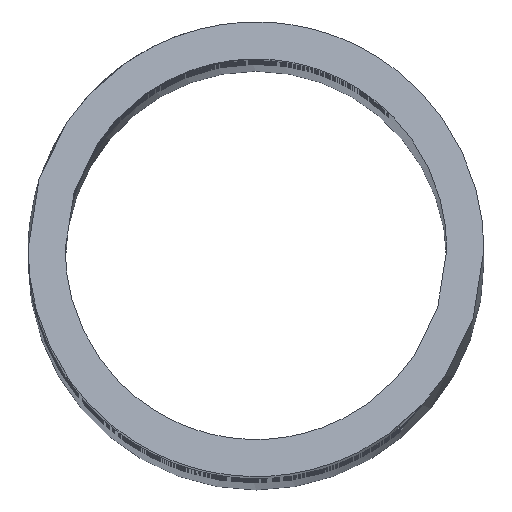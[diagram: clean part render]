
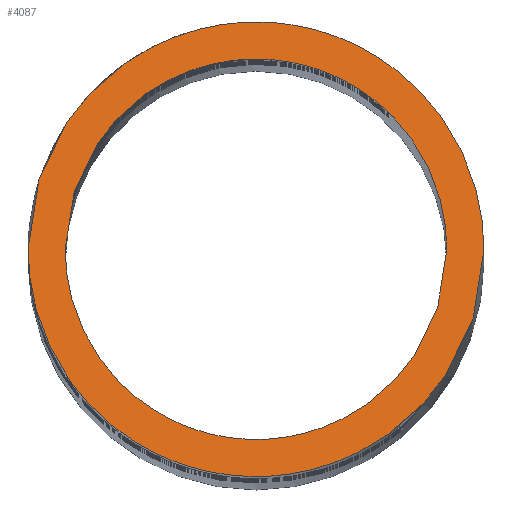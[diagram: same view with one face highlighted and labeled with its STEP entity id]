
A CAD part, top view. The second image highlights one B-rep face of the part: STEP entity #4087.
In plain terms, the highlighted planar face has unit normal (0, 0.866, 0.5).
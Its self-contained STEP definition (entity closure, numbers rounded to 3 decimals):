
#245 = ORIENTED_EDGE ( 'NONE', *, *, #2326, .T. ) ;
#524 = CARTESIAN_POINT ( 'NONE',  ( 0.521, -1.041, 11.812 ) ) ;
#982 = EDGE_CURVE ( 'NONE', #1762, #6762, #7237, .T. ) ;
#1170 = ORIENTED_EDGE ( 'NONE', *, *, #6153, .F. ) ;
#1247 = CARTESIAN_POINT ( 'NONE',  ( 0.521, 0., 10.009 ) ) ;
#1450 = DIRECTION ( 'NONE',  ( 0., 0.866, 0.5 ) ) ;
#1762 = VERTEX_POINT ( 'NONE', #5053 ) ;
#2130 = CARTESIAN_POINT ( 'NONE',  ( 0.622, 0., 10.009 ) ) ;
#2326 = EDGE_CURVE ( 'NONE', #7719, #5106, #5575, .T. ) ;
#2762 = CARTESIAN_POINT ( 'NONE',  ( -0.622, -1.244, 12.163 ) ) ;
#2907 = CARTESIAN_POINT ( 'NONE',  ( -0.622, 0., 10.009 ) ) ;
#2932 = EDGE_LOOP ( 'NONE', ( #5880, #1170 ) ) ;
#3034 = AXIS2_PLACEMENT_3D ( 'NONE', #6551, #1450, #5857 ) ;
#3246 = CARTESIAN_POINT ( 'NONE',  ( -0.622, 1.244, 7.854 ) ) ;
#3326 = CARTESIAN_POINT ( 'NONE',  ( -0.622, 0., 10.009 ) ) ;
#3446 =( BOUNDED_CURVE ( )  B_SPLINE_CURVE ( 3, ( #6652, #6203, #3584, #5518 ),
 .UNSPECIFIED., .F., .F. ) 
 B_SPLINE_CURVE_WITH_KNOTS ( ( 4, 4 ),
 ( 1.571, 4.712 ),
 .UNSPECIFIED. ) 
 CURVE ( )  GEOMETRIC_REPRESENTATION_ITEM ( )  RATIONAL_B_SPLINE_CURVE ( ( 1., 0.333, 0.333, 1. ) ) 
 REPRESENTATION_ITEM ( '' )  );
#3584 = CARTESIAN_POINT ( 'NONE',  ( 0.521, 1.041, 8.205 ) ) ;
#4087 = ADVANCED_FACE ( 'NONE', ( #7609, #7822 ), #7221, .T. ) ;
#4218 = CARTESIAN_POINT ( 'NONE',  ( -0.521, 0., 10.009 ) ) ;
#4425 = CARTESIAN_POINT ( 'NONE',  ( -0.521, -1.041, 11.812 ) ) ;
#4631 = CARTESIAN_POINT ( 'NONE',  ( -0.622, 0., 10.009 ) ) ;
#5053 = CARTESIAN_POINT ( 'NONE',  ( 0.622, 0., 10.009 ) ) ;
#5106 = VERTEX_POINT ( 'NONE', #4218 ) ;
#5518 = CARTESIAN_POINT ( 'NONE',  ( 0.521, 0., 10.009 ) ) ;
#5575 =( BOUNDED_CURVE ( )  B_SPLINE_CURVE ( 3, ( #1247, #524, #4425, #5699 ),
 .UNSPECIFIED., .F., .F. ) 
 B_SPLINE_CURVE_WITH_KNOTS ( ( 4, 4 ),
 ( 4.712, 7.854 ),
 .UNSPECIFIED. ) 
 CURVE ( )  GEOMETRIC_REPRESENTATION_ITEM ( )  RATIONAL_B_SPLINE_CURVE ( ( 1., 0.333, 0.333, 1. ) ) 
 REPRESENTATION_ITEM ( '' )  );
#5699 = CARTESIAN_POINT ( 'NONE',  ( -0.521, 0., 10.009 ) ) ;
#5843 = ORIENTED_EDGE ( 'NONE', *, *, #7032, .T. ) ;
#5857 = DIRECTION ( 'NONE',  ( 0., -0.5, 0.866 ) ) ;
#5880 = ORIENTED_EDGE ( 'NONE', *, *, #982, .F. ) ;
#5914 = CARTESIAN_POINT ( 'NONE',  ( 0.622, -1.244, 12.163 ) ) ;
#6153 = EDGE_CURVE ( 'NONE', #6762, #1762, #6697, .T. ) ;
#6203 = CARTESIAN_POINT ( 'NONE',  ( -0.521, 1.041, 8.205 ) ) ;
#6551 = CARTESIAN_POINT ( 'NONE',  ( 10., -0.622, 11.086 ) ) ;
#6652 = CARTESIAN_POINT ( 'NONE',  ( -0.521, 0., 10.009 ) ) ;
#6697 =( BOUNDED_CURVE ( )  B_SPLINE_CURVE ( 3, ( #4631, #3246, #7200, #7252 ),
 .UNSPECIFIED., .F., .F. ) 
 B_SPLINE_CURVE_WITH_KNOTS ( ( 4, 4 ),
 ( 1.571, 4.712 ),
 .UNSPECIFIED. ) 
 CURVE ( )  GEOMETRIC_REPRESENTATION_ITEM ( )  RATIONAL_B_SPLINE_CURVE ( ( 1., 0.333, 0.333, 1. ) ) 
 REPRESENTATION_ITEM ( '' )  );
#6762 = VERTEX_POINT ( 'NONE', #2907 ) ;
#7032 = EDGE_CURVE ( 'NONE', #5106, #7719, #3446, .T. ) ;
#7200 = CARTESIAN_POINT ( 'NONE',  ( 0.622, 1.244, 7.854 ) ) ;
#7221 = PLANE ( 'NONE',  #3034 ) ;
#7237 =( BOUNDED_CURVE ( )  B_SPLINE_CURVE ( 3, ( #2130, #5914, #2762, #3326 ),
 .UNSPECIFIED., .F., .F. ) 
 B_SPLINE_CURVE_WITH_KNOTS ( ( 4, 4 ),
 ( 4.712, 7.854 ),
 .UNSPECIFIED. ) 
 CURVE ( )  GEOMETRIC_REPRESENTATION_ITEM ( )  RATIONAL_B_SPLINE_CURVE ( ( 1., 0.333, 0.333, 1. ) ) 
 REPRESENTATION_ITEM ( '' )  );
#7252 = CARTESIAN_POINT ( 'NONE',  ( 0.622, 0., 10.009 ) ) ;
#7609 = FACE_OUTER_BOUND ( 'NONE', #2932, .T. ) ;
#7719 = VERTEX_POINT ( 'NONE', #8246 ) ;
#7822 = FACE_BOUND ( 'NONE', #7987, .T. ) ;
#7987 = EDGE_LOOP ( 'NONE', ( #245, #5843 ) ) ;
#8246 = CARTESIAN_POINT ( 'NONE',  ( 0.521, 0., 10.009 ) ) ;
